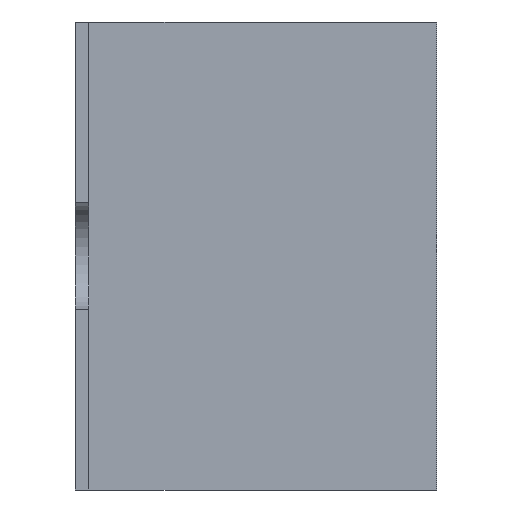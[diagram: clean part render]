
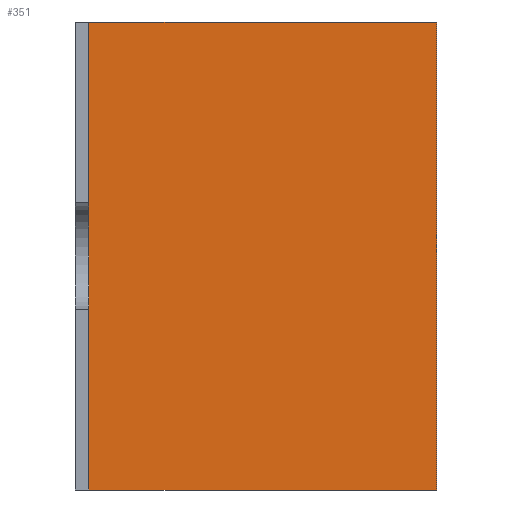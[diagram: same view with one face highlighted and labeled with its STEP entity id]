
A CAD part, left-side view. The second image highlights one B-rep face of the part: STEP entity #351.
In plain terms, the highlighted planar face has unit normal (-1, 0, 0).
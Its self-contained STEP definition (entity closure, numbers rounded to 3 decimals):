
#35=FACE_OUTER_BOUND('',#53,.T.);
#53=EDGE_LOOP('',(#297,#298,#299,#300));
#82=LINE('',#538,#126);
#96=LINE('',#565,#140);
#97=LINE('',#567,#141);
#98=LINE('',#568,#142);
#126=VECTOR('',#438,10.);
#140=VECTOR('',#464,10.);
#141=VECTOR('',#465,10.);
#142=VECTOR('',#466,10.);
#167=VERTEX_POINT('',#535);
#168=VERTEX_POINT('',#537);
#175=VERTEX_POINT('',#564);
#176=VERTEX_POINT('',#566);
#206=EDGE_CURVE('',#168,#167,#82,.T.);
#220=EDGE_CURVE('',#175,#167,#96,.T.);
#221=EDGE_CURVE('',#176,#175,#97,.T.);
#222=EDGE_CURVE('',#176,#168,#98,.T.);
#297=ORIENTED_EDGE('',*,*,#206,.T.);
#298=ORIENTED_EDGE('',*,*,#220,.F.);
#299=ORIENTED_EDGE('',*,*,#221,.F.);
#300=ORIENTED_EDGE('',*,*,#222,.T.);
#333=PLANE('',#381);
#351=ADVANCED_FACE('',(#35),#333,.T.);
#381=AXIS2_PLACEMENT_3D('',#563,#462,#463);
#438=DIRECTION('',(0.,0.,-1.));
#462=DIRECTION('center_axis',(-1.,0.,0.));
#463=DIRECTION('ref_axis',(0.,0.,1.));
#464=DIRECTION('',(0.,1.,0.));
#465=DIRECTION('',(0.,0.,-1.));
#466=DIRECTION('',(0.,1.,0.));
#535=CARTESIAN_POINT('',(-215.,26.,-35.));
#537=CARTESIAN_POINT('',(-215.,26.,0.));
#538=CARTESIAN_POINT('',(-215.,26.,-26.25));
#563=CARTESIAN_POINT('Origin',(-215.,0.,-35.));
#564=CARTESIAN_POINT('',(-215.,0.,-35.));
#565=CARTESIAN_POINT('',(-215.,0.,-35.));
#566=CARTESIAN_POINT('',(-215.,0.,0.));
#567=CARTESIAN_POINT('',(-215.,0.,0.));
#568=CARTESIAN_POINT('',(-215.,0.,0.));
